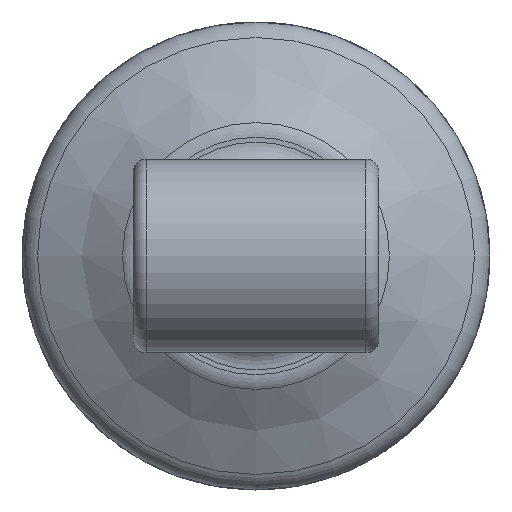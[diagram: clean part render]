
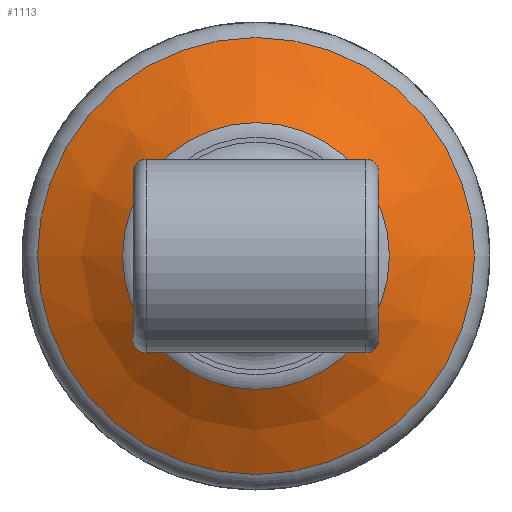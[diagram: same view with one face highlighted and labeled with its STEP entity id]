
A CAD part, front view. The second image highlights one B-rep face of the part: STEP entity #1113.
In plain terms, the highlighted free-form (B-spline) face has degree [2, 2] with [3, 9] control points.
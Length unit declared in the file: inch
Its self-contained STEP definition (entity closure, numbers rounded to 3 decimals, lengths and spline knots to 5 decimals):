
#42=(
BOUNDED_SURFACE()
B_SPLINE_SURFACE(2,2,((#2133,#2134,#2135,#2136,#2137,#2138,#2139,#2140,
#2141),(#2142,#2143,#2144,#2145,#2146,#2147,#2148,#2149,#2150),(#2151,#2152,
#2153,#2154,#2155,#2156,#2157,#2158,#2159)),.UNSPECIFIED.,.F.,.T.,.F.)
B_SPLINE_SURFACE_WITH_KNOTS((3,3),(3,2,2,2,3),(-2.17218,-1.98143),
(-3.14159,-1.5708,0.,1.5708,3.14159),
 .UNSPECIFIED.)
GEOMETRIC_REPRESENTATION_ITEM()
RATIONAL_B_SPLINE_SURFACE(((1.,0.707,1.,0.707,1.,
0.707,1.,0.707,1.),(0.995,0.704,
0.995,0.704,0.995,0.704,
0.995,0.704,0.995),(1.,0.707,
1.,0.707,1.,0.707,1.,0.707,1.)))
REPRESENTATION_ITEM('')
SURFACE()
);
#144=FACE_OUTER_BOUND('',#217,.T.);
#217=EDGE_LOOP('',(#844,#845,#846,#847,#848,#849));
#402=CIRCLE('',#1339,0.51615);
#403=CIRCLE('',#1340,1.97658);
#404=CIRCLE('',#1341,0.84543);
#405=CIRCLE('',#1342,0.84543);
#406=CIRCLE('',#1343,0.51615);
#506=VERTEX_POINT('',#2160);
#507=VERTEX_POINT('',#2161);
#508=VERTEX_POINT('',#2163);
#509=VERTEX_POINT('',#2165);
#631=EDGE_CURVE('',#506,#507,#402,.F.);
#632=EDGE_CURVE('',#507,#508,#403,.T.);
#633=EDGE_CURVE('',#508,#509,#404,.T.);
#634=EDGE_CURVE('',#509,#508,#405,.T.);
#635=EDGE_CURVE('',#507,#506,#406,.F.);
#844=ORIENTED_EDGE('',*,*,#631,.T.);
#845=ORIENTED_EDGE('',*,*,#632,.T.);
#846=ORIENTED_EDGE('',*,*,#633,.T.);
#847=ORIENTED_EDGE('',*,*,#634,.T.);
#848=ORIENTED_EDGE('',*,*,#632,.F.);
#849=ORIENTED_EDGE('',*,*,#635,.T.);
#1113=ADVANCED_FACE('',(#144),#42,.T.);
#1339=AXIS2_PLACEMENT_3D('',#2162,#1583,#1584);
#1340=AXIS2_PLACEMENT_3D('',#2164,#1585,#1586);
#1341=AXIS2_PLACEMENT_3D('',#2166,#1587,#1588);
#1342=AXIS2_PLACEMENT_3D('',#2167,#1589,#1590);
#1343=AXIS2_PLACEMENT_3D('',#2168,#1591,#1592);
#1583=DIRECTION('center_axis',(0.,1.,0.));
#1584=DIRECTION('ref_axis',(0.,0.,1.));
#1585=DIRECTION('center_axis',(1.,0.,0.));
#1586=DIRECTION('ref_axis',(0.,0.,
-1.));
#1587=DIRECTION('center_axis',(0.,1.,0.));
#1588=DIRECTION('ref_axis',(0.,0.,1.));
#1589=DIRECTION('center_axis',(0.,1.,0.));
#1590=DIRECTION('ref_axis',(0.,0.,1.));
#1591=DIRECTION('center_axis',(0.,1.,0.));
#1592=DIRECTION('ref_axis',(0.,0.,1.));
#2133=CARTESIAN_POINT('Ctrl Pts',(0.,-1.51754,-0.51615));
#2134=CARTESIAN_POINT('Ctrl Pts',(-0.51615,-1.51754,
-0.51615));
#2135=CARTESIAN_POINT('Ctrl Pts',(-0.51615,-1.51754,
0.));
#2136=CARTESIAN_POINT('Ctrl Pts',(-0.51615,-1.51754,
0.51615));
#2137=CARTESIAN_POINT('Ctrl Pts',(0.,-1.51754,0.51615));
#2138=CARTESIAN_POINT('Ctrl Pts',(0.51615,-1.51754,0.51615));
#2139=CARTESIAN_POINT('Ctrl Pts',(0.51615,-1.51754,0.));
#2140=CARTESIAN_POINT('Ctrl Pts',(0.51615,-1.51754,-0.51615));
#2141=CARTESIAN_POINT('Ctrl Pts',(0.,-1.51754,-0.51615));
#2142=CARTESIAN_POINT('Ctrl Pts',(0.,-1.62453,-0.67206));
#2143=CARTESIAN_POINT('Ctrl Pts',(-0.67206,-1.62453,-0.67206));
#2144=CARTESIAN_POINT('Ctrl Pts',(-0.67206,-1.62453,0.));
#2145=CARTESIAN_POINT('Ctrl Pts',(-0.67206,-1.62453,0.67206));
#2146=CARTESIAN_POINT('Ctrl Pts',(0.,-1.62453,0.67206));
#2147=CARTESIAN_POINT('Ctrl Pts',(0.67206,-1.62453,0.67206));
#2148=CARTESIAN_POINT('Ctrl Pts',(0.67206,-1.62453,0.));
#2149=CARTESIAN_POINT('Ctrl Pts',(0.67206,-1.62453,-0.67206));
#2150=CARTESIAN_POINT('Ctrl Pts',(0.,-1.62453,-0.67206));
#2151=CARTESIAN_POINT('Ctrl Pts',(0.,-1.70001,-0.84543));
#2152=CARTESIAN_POINT('Ctrl Pts',(-0.84543,-1.70001,
-0.84543));
#2153=CARTESIAN_POINT('Ctrl Pts',(-0.84543,-1.70001,
0.));
#2154=CARTESIAN_POINT('Ctrl Pts',(-0.84543,-1.70001,
0.84543));
#2155=CARTESIAN_POINT('Ctrl Pts',(0.,-1.70001,0.84543));
#2156=CARTESIAN_POINT('Ctrl Pts',(0.84543,-1.70001,0.84543));
#2157=CARTESIAN_POINT('Ctrl Pts',(0.84543,-1.70001,0.));
#2158=CARTESIAN_POINT('Ctrl Pts',(0.84543,-1.70001,-0.84543));
#2159=CARTESIAN_POINT('Ctrl Pts',(0.,-1.70001,-0.84543));
#2160=CARTESIAN_POINT('',(0.,-1.51754,0.51615));
#2161=CARTESIAN_POINT('',(0.,-1.51754,-0.51615));
#2162=CARTESIAN_POINT('Origin',(0.,-1.51754,0.));
#2163=CARTESIAN_POINT('',(0.,-1.70001,-0.84543));
#2164=CARTESIAN_POINT('Origin',(0.,0.11226,
-1.63447));
#2165=CARTESIAN_POINT('',(0.,-1.70001,0.84543));
#2166=CARTESIAN_POINT('Origin',(0.,-1.70001,0.));
#2167=CARTESIAN_POINT('Origin',(0.,-1.70001,0.));
#2168=CARTESIAN_POINT('Origin',(0.,-1.51754,0.));
